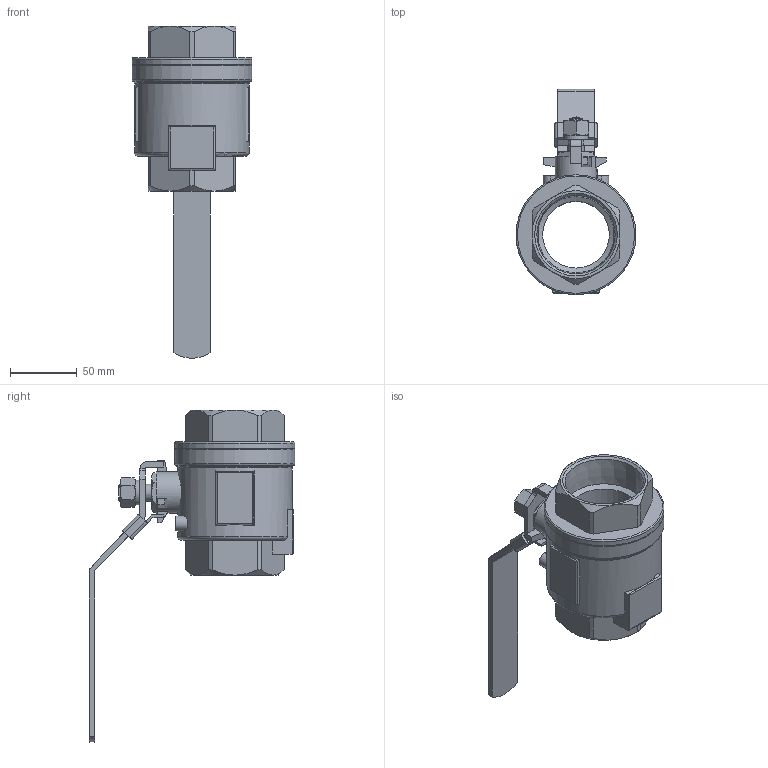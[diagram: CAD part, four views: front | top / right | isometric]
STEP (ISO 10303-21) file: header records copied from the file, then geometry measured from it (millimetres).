
FILE_DESCRIPTION(/* description */ ('STEP AP214'),/* implementation_level */ '2;1');
FILE_NAME(/* name */ '4745223_VZBE-2-T-63-D-2-M-V15V15',/* time_stamp */ '2024-09-18T01:48:32+02:00',/* author */ ('License CC BY-ND 4.0'),/* organization */ ('CADENAS'),/* preprocessor_version */ 'ST-DEVELOPER v19.3',/* originating_system */ 'PARTsolutions',/* authorisation */ ' ');
FILE_SCHEMA (('AUTOMOTIVE_DESIGN {1 0 10303 214 3 1 1}'));
Length unit declared in the file: millimetre
Products named in the file (1): 4745223 VZBE-2-T-63-D-2-M-V15V15
Bounding box: 90 x 154.3 x 249.22 mm (x, y, z)
Volume: 405015.9 mm3; surface area: 81154.2 mm2
Topology: 1 solids, 1 shells, 229 faces, 584 edges, 368 vertices
Faces by surface type: plane 135, cone 47, cylinder 42, torus 5
Full cylindrical faces by diameter (mm): 8 x1, 12.7 x1, 18.5 x1, 31 x1, 50 x1, 86 x1, 90 x2
Entity records: 6878 total; most frequent: CARTESIAN_POINT 1548, ORIENTED_EDGE 1102, DIRECTION 1050, EDGE_CURVE 551, AXIS2_PLACEMENT_3D 372, VERTEX_POINT 360, LINE 306, VECTOR 306
